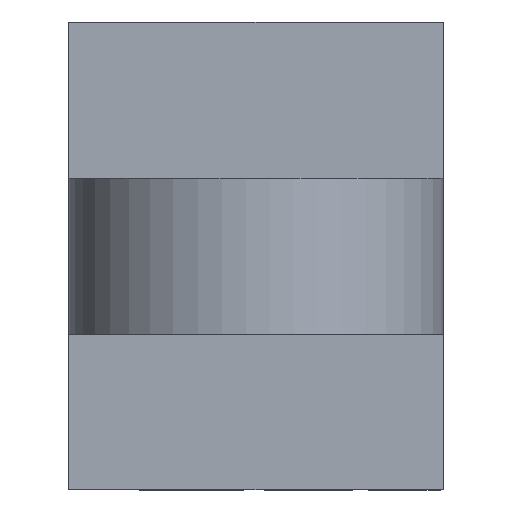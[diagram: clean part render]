
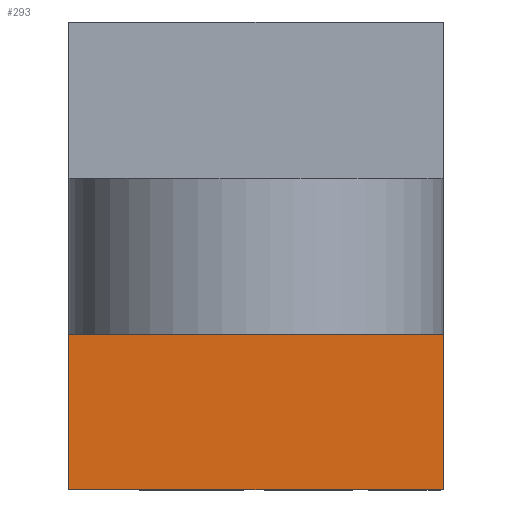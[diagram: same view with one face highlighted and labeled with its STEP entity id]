
A CAD part, left-side view. The second image highlights one B-rep face of the part: STEP entity #293.
In plain terms, the highlighted free-form (B-spline) face has degree [1, 1] with [2, 2] control points.
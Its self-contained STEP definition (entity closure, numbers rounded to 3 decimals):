
#70 = VERTEX_POINT('',#71);
#71 = CARTESIAN_POINT('',(9.268,-37.072,-15.447
    ));
#76 = EDGE_CURVE('',#70,#77,#79,.T.);
#77 = VERTEX_POINT('',#78);
#78 = CARTESIAN_POINT('',(9.268,37.072,-15.447
    ));
#79 = B_SPLINE_CURVE_WITH_KNOTS('',1,(#80,#81),.UNSPECIFIED.,.F.,.F.,(2,
    2),(207.61,267.61),.PIECEWISE_BEZIER_KNOTS.);
#80 = CARTESIAN_POINT('',(9.268,-37.072,-15.447
    ));
#81 = CARTESIAN_POINT('',(9.268,37.072,-15.447
    ));
#170 = VERTEX_POINT('',#171);
#171 = CARTESIAN_POINT('',(9.268,-37.072,
    -46.34));
#176 = EDGE_CURVE('',#70,#170,#177,.T.);
#177 = B_SPLINE_CURVE_WITH_KNOTS('',1,(#178,#179),.UNSPECIFIED.,.F.,.F.,
  (2,2),(-27.5,-2.5),.PIECEWISE_BEZIER_KNOTS.);
#178 = CARTESIAN_POINT('',(9.268,-37.072,
    -15.447));
#179 = CARTESIAN_POINT('',(9.268,-37.072,
    -46.34));
#278 = VERTEX_POINT('',#279);
#279 = CARTESIAN_POINT('',(9.268,37.072,
    -46.34));
#284 = EDGE_CURVE('',#77,#278,#285,.T.);
#285 = B_SPLINE_CURVE_WITH_KNOTS('',1,(#286,#287),.UNSPECIFIED.,.F.,.F.,
  (2,2),(-27.5,-2.5),.PIECEWISE_BEZIER_KNOTS.);
#286 = CARTESIAN_POINT('',(9.268,37.072,
    -15.447));
#287 = CARTESIAN_POINT('',(9.268,37.072,
    -46.34));
#293 = ADVANCED_FACE('',(#294),#304,.F.);
#294 = FACE_BOUND('',#295,.F.);
#295 = EDGE_LOOP('',(#296,#297,#298,#303));
#296 = ORIENTED_EDGE('',*,*,#76,.F.);
#297 = ORIENTED_EDGE('',*,*,#176,.T.);
#298 = ORIENTED_EDGE('',*,*,#299,.T.);
#299 = EDGE_CURVE('',#170,#278,#300,.T.);
#300 = B_SPLINE_CURVE_WITH_KNOTS('',1,(#301,#302),.UNSPECIFIED.,.F.,.F.,
  (2,2),(88.805,148.805),.PIECEWISE_BEZIER_KNOTS.);
#301 = CARTESIAN_POINT('',(9.268,-37.072,
    -46.34));
#302 = CARTESIAN_POINT('',(9.268,37.072,
    -46.34));
#303 = ORIENTED_EDGE('',*,*,#284,.F.);
#304 = B_SPLINE_SURFACE_WITH_KNOTS('',1,1,(
    (#305,#306)
    ,(#307,#308
    )),.UNSPECIFIED.,.F.,.F.,.F.,(2,2),(2,2),(5.,30.),(-267.61,
    -207.61),.PIECEWISE_BEZIER_KNOTS.);
#305 = CARTESIAN_POINT('',(9.268,37.072,
    -46.34));
#306 = CARTESIAN_POINT('',(9.268,-37.072,
    -46.34));
#307 = CARTESIAN_POINT('',(9.268,37.072,
    -15.447));
#308 = CARTESIAN_POINT('',(9.268,-37.072,
    -15.447));
